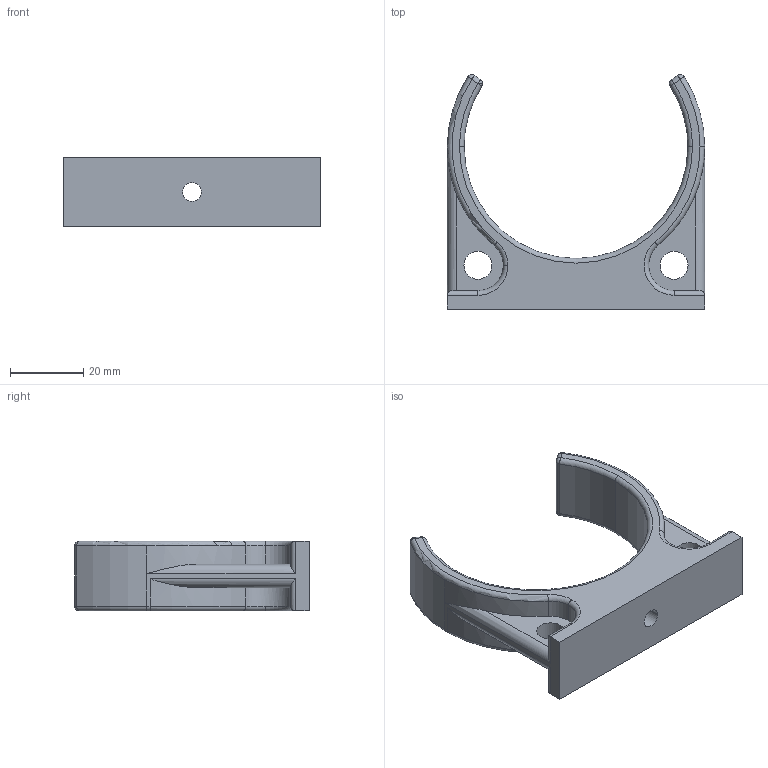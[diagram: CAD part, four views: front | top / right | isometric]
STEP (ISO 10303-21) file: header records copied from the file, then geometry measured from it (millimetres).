
FILE_DESCRIPTION (( 'STEP AP203' ), '1' );
FILE_NAME ('motor_reinforce_mountv2.STEP', '2024-04-05T04:46:32', ( '' ), ( '' ), 'SwSTEP 2.0', 'SolidWorks 2022', '' );
FILE_SCHEMA (( 'CONFIG_CONTROL_DESIGN' ));
Length unit declared in the file: inch
Products named in the file (1): motor_reinforce_mountv2
Bounding box: 70.1 x 63.92 x 19.05 mm (x, y, z)
Volume: 25836 mm3; surface area: 10606.8 mm2
Topology: 1 solids, 1 shells, 91 faces, 218 edges, 128 vertices
Faces by surface type: cylinder 45, torus 19, plane 16, sphere 11
Entity records: 2883 total; most frequent: CARTESIAN_POINT 656, DIRECTION 498, ORIENTED_EDGE 428, EDGE_CURVE 214, AXIS2_PLACEMENT_3D 208, VERTEX_POINT 126, CIRCLE 116, EDGE_LOOP 98
